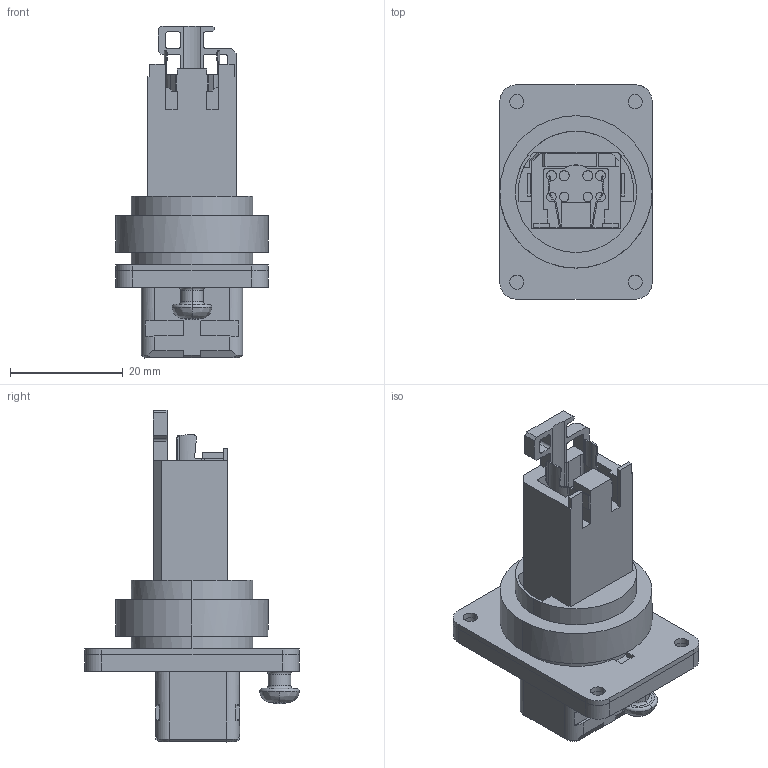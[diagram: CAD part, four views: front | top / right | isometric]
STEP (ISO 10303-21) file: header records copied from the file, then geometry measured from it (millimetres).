
FILE_DESCRIPTION(('CATIA V5 STEP Exchange','CAx-IF Rec.Pracs.--- Model Styling and Organization---1.4--- 2014-01-23'),'2;1');
FILE_NAME ('028580-3_0', '2021-02-01T13:47:43+00:00', ('none'), ('Weidmueller'), 'CATIA Version 5-6 Release 2016 SP3 HF44', 'CATIA V5 STEP AP214', 'none');
FILE_SCHEMA(('AUTOMOTIVE_DESIGN { 1 0 10303 214 1 1 1 1 }'));
Length unit declared in the file: millimetre
Products named in the file (1): 1963500000
Bounding box: 27 x 38 x 58.85 mm (x, y, z)
Volume: 12529 mm3; surface area: 11762.7 mm2
Topology: 3 solids, 3 shells, 416 faces, 1209 edges, 821 vertices
Faces by surface type: plane 231, cylinder 136, bspline 35, torus 6, cone 4, sphere 4
Entity records: 14748 total; most frequent: CARTESIAN_POINT 4344, ORIENTED_EDGE 2410, DIRECTION 1686, EDGE_CURVE 1205, VERTEX_POINT 821, VECTOR 783, LINE 783, AXIS2_PLACEMENT_3D 560
